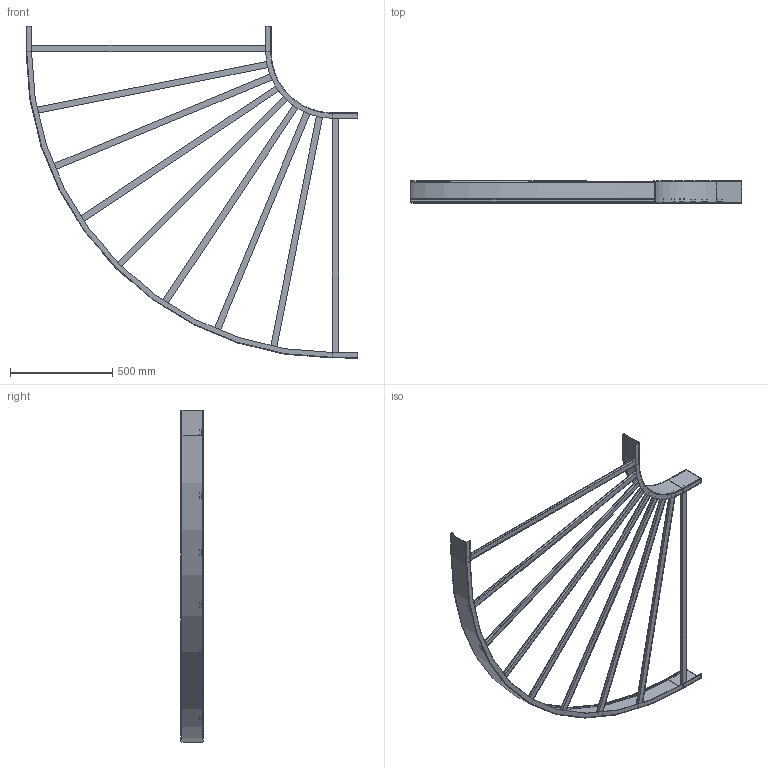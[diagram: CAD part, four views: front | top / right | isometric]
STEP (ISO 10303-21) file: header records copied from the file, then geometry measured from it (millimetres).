
FILE_DESCRIPTION (( 'STEP AP214' ), '1' );
FILE_NAME ('6225194.STP', '2017-03-23T12:47:56', ( '' ), ( '' ), 'SwSTEP 2.0', 'SolidWorks 2016', '' );
FILE_SCHEMA (( 'AUTOMOTIVE_DESIGN' ));
Length unit declared in the file: millimetre
Products named in the file (4): 082108_L1193; 087828_Auáenholm 110xR1500; 087827_Innenholm 110xR300; 6225194
Assembly tree (11 placements, depth 2):
  6225194
    087827_Innenholm 110xR300
    087828_Auáenholm 110xR1500
    082108_L1193  x9
Bounding box: 1625 x 110 x 1625 mm (x, y, z)
Volume: 2371904.2 mm3; surface area: 2431640.8 mm2
Topology: 11 solids, 11 shells, 362 faces, 940 edges, 600 vertices
Faces by surface type: plane 328, cylinder 26, torus 8
Entity records: 3446 total; most frequent: DIRECTION 596, CARTESIAN_POINT 556, ORIENTED_EDGE 536, EDGE_CURVE 268, LINE 212, VECTOR 212, AXIS2_PLACEMENT_3D 192, VERTEX_POINT 152
